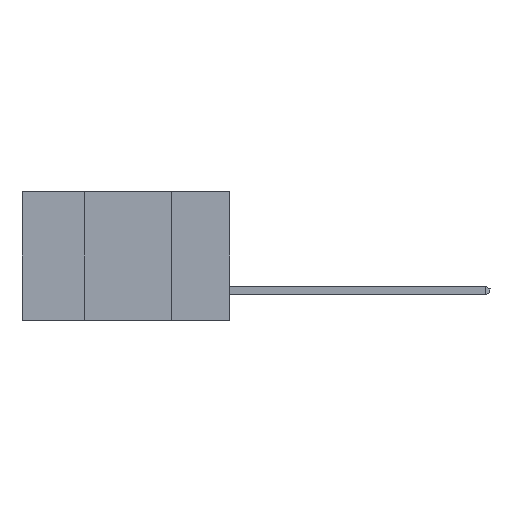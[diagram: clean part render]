
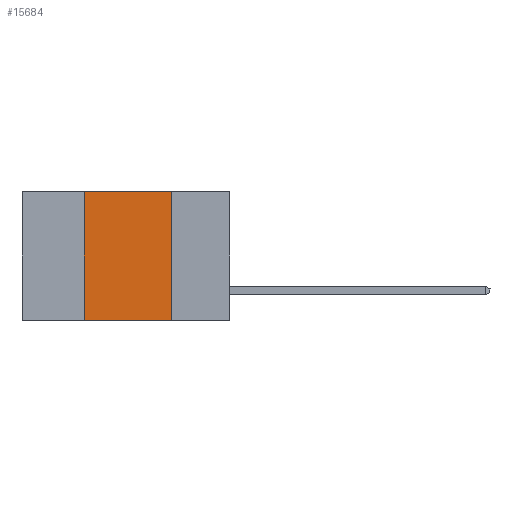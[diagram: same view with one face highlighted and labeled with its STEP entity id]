
A CAD part, left-side view. The second image highlights one B-rep face of the part: STEP entity #15684.
In plain terms, the highlighted planar face has unit normal (-1, 0, 0).
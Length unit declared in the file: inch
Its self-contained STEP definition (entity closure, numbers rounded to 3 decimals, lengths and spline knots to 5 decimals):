
#1061 = VECTOR ( 'NONE', #22380, 39.37008 ) ;
#1928 = CARTESIAN_POINT ( 'NONE',  ( 0., 0.6, 0. ) ) ;
#2424 = CARTESIAN_POINT ( 'NONE',  ( 0., 0.6, 0. ) ) ;
#2983 = ORIENTED_EDGE ( 'NONE', *, *, #21829, .F. ) ;
#3754 = CARTESIAN_POINT ( 'NONE',  ( 0., 0.42, 0. ) ) ;
#3963 = DIRECTION ( 'NONE',  ( 0., 0., -1. ) ) ;
#4320 = LINE ( 'NONE', #2424, #17129 ) ;
#5067 = EDGE_CURVE ( 'NONE', #21096, #6083, #9761, .T. ) ;
#6083 = VERTEX_POINT ( 'NONE', #13993 ) ;
#7423 = CARTESIAN_POINT ( 'NONE',  ( 0., 0.17, -0.37 ) ) ;
#7669 = DIRECTION ( 'NONE',  ( 1., 0., 0. ) ) ;
#8956 = VERTEX_POINT ( 'NONE', #9791 ) ;
#9237 = DIRECTION ( 'NONE',  ( 0., 0., -1. ) ) ;
#9469 = PLANE ( 'NONE',  #10491 ) ;
#9761 = LINE ( 'NONE', #17057, #10610 ) ;
#9791 = CARTESIAN_POINT ( 'NONE',  ( 0., 0.17, 0. ) ) ;
#10067 = EDGE_CURVE ( 'NONE', #8956, #6083, #23480, .T. ) ;
#10491 = AXIS2_PLACEMENT_3D ( 'NONE', #1928, #7669, #9237 ) ;
#10610 = VECTOR ( 'NONE', #20993, 39.37008 ) ;
#11174 = ORIENTED_EDGE ( 'NONE', *, *, #12640, .F. ) ;
#11619 = LINE ( 'NONE', #13296, #1061 ) ;
#11931 = CARTESIAN_POINT ( 'NONE',  ( 0., 0.42, -0.37 ) ) ;
#12640 = EDGE_CURVE ( 'NONE', #21096, #12655, #11619, .T. ) ;
#12655 = VERTEX_POINT ( 'NONE', #3754 ) ;
#12912 = ORIENTED_EDGE ( 'NONE', *, *, #5067, .T. ) ;
#13296 = CARTESIAN_POINT ( 'NONE',  ( 0., 0.42, -0.37 ) ) ;
#13993 = CARTESIAN_POINT ( 'NONE',  ( 0., 0.17, -0.37 ) ) ;
#14163 = EDGE_LOOP ( 'NONE', ( #20170, #2983, #11174, #12912 ) ) ;
#15684 = ADVANCED_FACE ( 'NONE', ( #16297 ), #9469, .F. ) ;
#16297 = FACE_OUTER_BOUND ( 'NONE', #14163, .T. ) ;
#16510 = VECTOR ( 'NONE', #3963, 39.37008 ) ;
#17016 = DIRECTION ( 'NONE',  ( 0., -1., 0. ) ) ;
#17057 = CARTESIAN_POINT ( 'NONE',  ( 0., 0.6, -0.37 ) ) ;
#17129 = VECTOR ( 'NONE', #17016, 39.37008 ) ;
#20170 = ORIENTED_EDGE ( 'NONE', *, *, #10067, .F. ) ;
#20993 = DIRECTION ( 'NONE',  ( 0., -1., 0. ) ) ;
#21096 = VERTEX_POINT ( 'NONE', #11931 ) ;
#21829 = EDGE_CURVE ( 'NONE', #12655, #8956, #4320, .T. ) ;
#22380 = DIRECTION ( 'NONE',  ( 0., 0., 1. ) ) ;
#23480 = LINE ( 'NONE', #7423, #16510 ) ;
